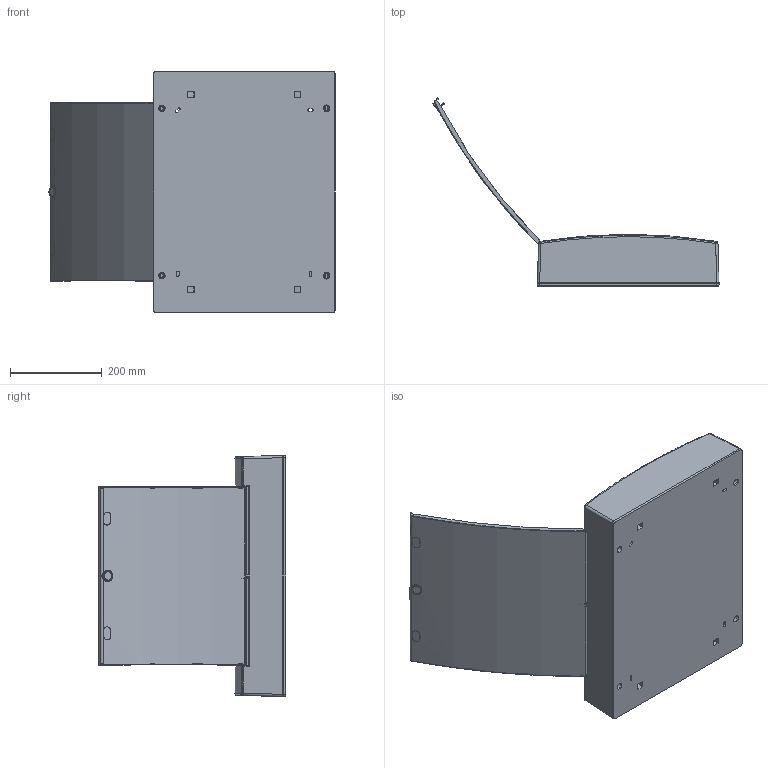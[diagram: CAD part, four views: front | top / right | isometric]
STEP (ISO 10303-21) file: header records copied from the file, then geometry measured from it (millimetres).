
FILE_DESCRIPTION(/* description */ ('Unknown'),/* implementation_level */ '2;1');
FILE_NAME(/* name */ 'ECT_3x18_PO_Media_Empty',/* time_stamp */ '2021-03-24T15:53:01+01:00',/* author */ ('Unknown'),/* organization */ ('Unknown'),/* preprocessor_version */ 'ST-DEVELOPER v16.7',/* originating_system */ 'Solid Edge',/* authorisation */ 'Unknown');
FILE_SCHEMA (('AUTOMOTIVE_DESIGN {1 0 10303 214 3 1 1}'));
Length unit declared in the file: millimetre
Products named in the file (7): ECT_3x18_PO_Media_Empty; Front_ECT_3x18; Door_ECT_3x18; Bottom_ECT_3x18; Pin; ETI LOGO; TH_18_Rail
Assembly tree (9 placements, depth 2):
  ECT_3x18_PO_Media_Empty
    Front_ECT_3x18
    Door_ECT_3x18
    Bottom_ECT_3x18
    Pin  x4
    ETI LOGO
    TH_18_Rail
Bounding box: 623.41 x 409.62 x 525.6 mm (x, y, z)
Volume: 1965541.2 mm3; surface area: 1408156.8 mm2
Topology: 11 solids, 11 shells, 955 faces, 2524 edges, 1671 vertices
Faces by surface type: plane 613, cylinder 167, cone 157, bspline 14, sphere 4
Full cylindrical faces by diameter (mm): 12.2 x4
Entity records: 26692 total; most frequent: CARTESIAN_POINT 6031, ORIENTED_EDGE 4234, DIRECTION 4224, EDGE_CURVE 2117, AXIS2_PLACEMENT_3D 1489, VERTEX_POINT 1429, LINE 1246, VECTOR 1246
